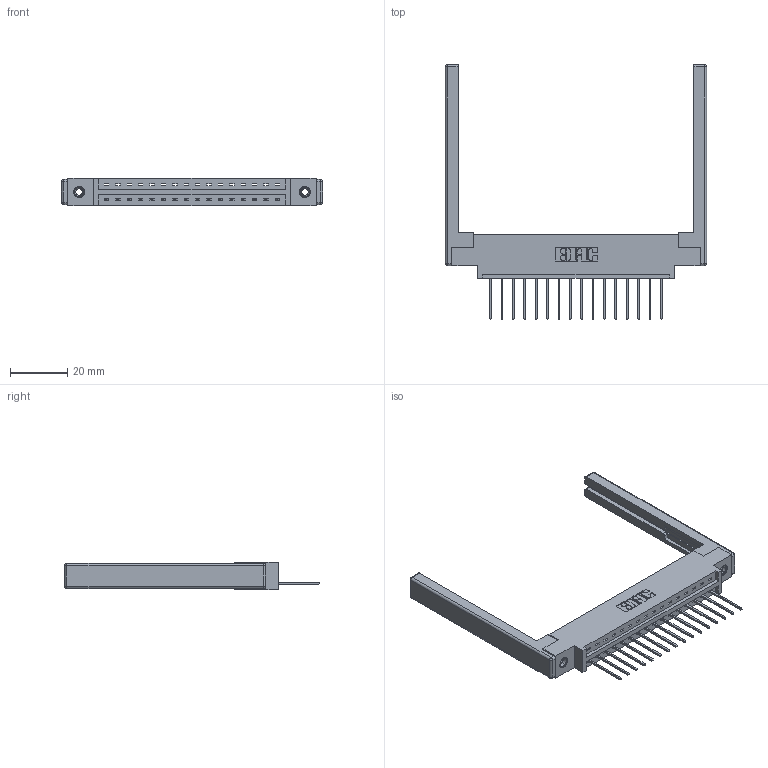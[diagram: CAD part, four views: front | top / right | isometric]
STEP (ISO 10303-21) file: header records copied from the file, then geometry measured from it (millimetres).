
FILE_DESCRIPTION (( 'STEP AP203' ), '1' );
FILE_NAME ('387-016-540-668.STEP', '2019-10-02T18:23:41', ( '' ), ( '' ), 'SwSTEP 2.0', 'SolidWorks 2016', '' );
FILE_SCHEMA (( 'CONFIG_CONTROL_DESIGN' ));
Length unit declared in the file: inch
Products named in the file (5): 337 Part_0.170 Offset - 0.156 Dia-TI; 307-220-068; 345-292-001_345-293-140; 345-250-001_345-250-001-102; 387-016-540-668
Assembly tree (21 placements, depth 2):
  387-016-540-668
    337 Part_0.170 Offset - 0.156 Dia-TI
    345-292-001_345-293-140  x16
    345-250-001_345-250-001-102  x2
    307-220-068  x2
Bounding box: 90.83 x 88.52 x 9.4 mm (x, y, z)
Volume: 13410.3 mm3; surface area: 13525.5 mm2
Topology: 21 solids, 21 shells, 1264 faces, 3721 edges, 2438 vertices
Faces by surface type: plane 898, cylinder 342, cone 12, sphere 8, torus 4
Entity records: 18166 total; most frequent: CARTESIAN_POINT 3119, ORIENTED_EDGE 3060, DIRECTION 2752, EDGE_CURVE 1530, VECTOR 1352, LINE 1352, VERTEX_POINT 1010, AXIS2_PLACEMENT_3D 700
